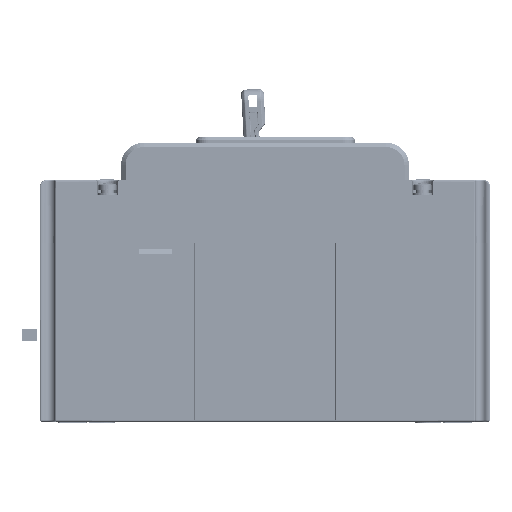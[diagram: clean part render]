
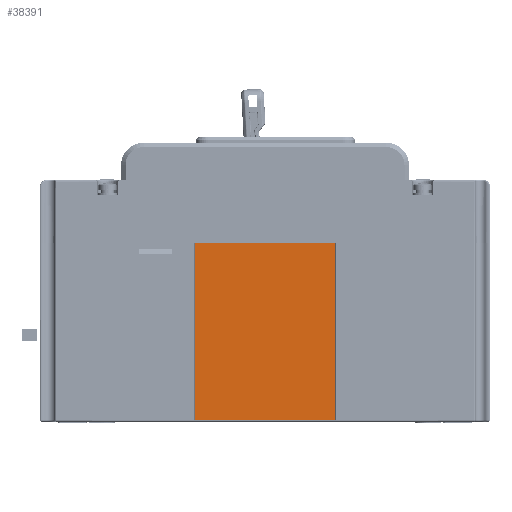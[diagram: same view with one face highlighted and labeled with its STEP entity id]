
A CAD part, left-side view. The second image highlights one B-rep face of the part: STEP entity #38391.
In plain terms, the highlighted planar face has unit normal (-1, 0, 0).
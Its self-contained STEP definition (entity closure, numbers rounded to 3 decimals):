
#2678=DIRECTION('',(0.,1.,0.));
#2679=VECTOR('',#2678,47.);
#2680=CARTESIAN_POINT('',(0.5,51.5,60.));
#2681=LINE('',#2680,#2679);
#8167=DIRECTION('',(0.,-1.,0.));
#8168=VECTOR('',#8167,47.);
#8169=CARTESIAN_POINT('',(0.5,98.5,1.));
#8170=LINE('',#8169,#8168);
#8171=DIRECTION('',(0.,0.,-1.));
#8172=VECTOR('',#8171,59.);
#8173=CARTESIAN_POINT('',(0.5,51.5,60.));
#8174=LINE('',#8173,#8172);
#19610=DIRECTION('',(0.,0.,-1.));
#19611=VECTOR('',#19610,59.);
#19612=CARTESIAN_POINT('',(0.5,98.5,60.));
#19613=LINE('',#19612,#19611);
#25907=CARTESIAN_POINT('',(0.5,51.5,60.));
#25908=CARTESIAN_POINT('',(0.5,98.5,60.));
#25909=VERTEX_POINT('',#25907);
#25910=VERTEX_POINT('',#25908);
#28171=CARTESIAN_POINT('',(0.5,98.5,1.));
#28172=VERTEX_POINT('',#28171);
#28177=CARTESIAN_POINT('',(0.5,51.5,1.));
#28178=VERTEX_POINT('',#28177);
#38378=CARTESIAN_POINT('',(0.5,51.5,60.));
#38379=DIRECTION('',(1.,0.,0.));
#38380=DIRECTION('',(0.,1.,0.));
#38381=AXIS2_PLACEMENT_3D('',#38378,#38379,#38380);
#38382=PLANE('',#38381);
#38384=ORIENTED_EDGE('',*,*,#38383,.F.);
#38386=ORIENTED_EDGE('',*,*,#38385,.F.);
#38387=ORIENTED_EDGE('',*,*,#31706,.F.);
#38388=ORIENTED_EDGE('',*,*,#38371,.T.);
#38389=EDGE_LOOP('',(#38384,#38386,#38387,#38388));
#38390=FACE_OUTER_BOUND('',#38389,.F.);
#38391=ADVANCED_FACE('',(#38390),#38382,.F.);
#31706=EDGE_CURVE('',#25909,#25910,#2681,.T.);
#38371=EDGE_CURVE('',#25909,#28178,#8174,.T.);
#38383=EDGE_CURVE('',#28172,#28178,#8170,.T.);
#38385=EDGE_CURVE('',#25910,#28172,#19613,.T.);
